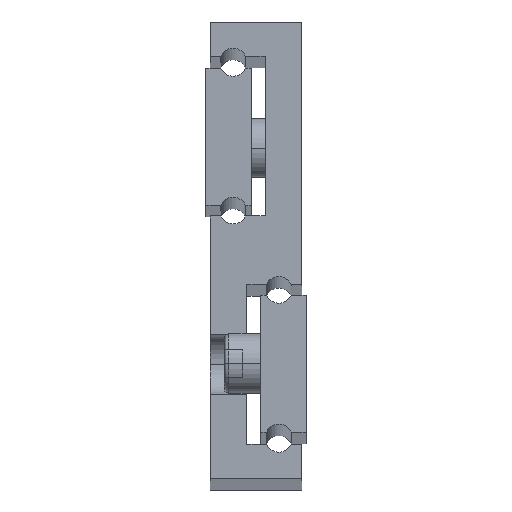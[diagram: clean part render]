
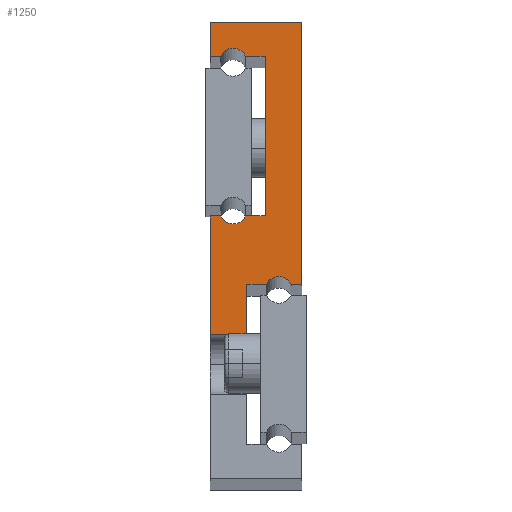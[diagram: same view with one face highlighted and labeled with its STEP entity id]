
A CAD part, top view. The second image highlights one B-rep face of the part: STEP entity #1250.
In plain terms, the highlighted planar face has unit normal (0, 0, 1).
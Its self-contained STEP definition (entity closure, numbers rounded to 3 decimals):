
#47 = EDGE_CURVE ( 'NONE', #1846, #809, #751, .T. ) ;
#58 = VERTEX_POINT ( 'NONE', #595 ) ;
#65 = LINE ( 'NONE', #574, #2094 ) ;
#77 = DIRECTION ( 'NONE',  ( 1., 0., 0. ) ) ;
#94 = VECTOR ( 'NONE', #176, 1000. ) ;
#105 = VERTEX_POINT ( 'NONE', #880 ) ;
#109 = VECTOR ( 'NONE', #2009, 1000. ) ;
#120 = VERTEX_POINT ( 'NONE', #220 ) ;
#140 = ORIENTED_EDGE ( 'NONE', *, *, #892, .T. ) ;
#154 = DIRECTION ( 'NONE',  ( -1., 0., 0. ) ) ;
#164 = PLANE ( 'NONE',  #2025 ) ;
#167 = VECTOR ( 'NONE', #253, 1000. ) ;
#176 = DIRECTION ( 'NONE',  ( 0., -1., 0. ) ) ;
#199 = EDGE_CURVE ( 'NONE', #734, #805, #1330, .T. ) ;
#220 = CARTESIAN_POINT ( 'NONE',  ( 12., 57.5, 725. ) ) ;
#253 = DIRECTION ( 'NONE',  ( -1., 0., 0. ) ) ;
#259 = DIRECTION ( 'NONE',  ( 0., 0., -1. ) ) ;
#283 = EDGE_CURVE ( 'NONE', #1590, #333, #1308, .T. ) ;
#317 = VERTEX_POINT ( 'NONE', #322 ) ;
#322 = CARTESIAN_POINT ( 'NONE',  ( 7.727, 92.5, 725. ) ) ;
#326 = ORIENTED_EDGE ( 'NONE', *, *, #1776, .T. ) ;
#333 = VERTEX_POINT ( 'NONE', #1533 ) ;
#348 = DIRECTION ( 'NONE',  ( 0., 0., -1. ) ) ;
#358 = CARTESIAN_POINT ( 'NONE',  ( 12.273, 42.5, 725. ) ) ;
#375 = VERTEX_POINT ( 'NONE', #1717 ) ;
#387 = CARTESIAN_POINT ( 'NONE',  ( 12.273, 42.5, 725. ) ) ;
#393 = DIRECTION ( 'NONE',  ( 1., 0., 0. ) ) ;
#394 = CARTESIAN_POINT ( 'NONE',  ( 12., 92.5, 725. ) ) ;
#411 = CARTESIAN_POINT ( 'NONE',  ( 20., 100., 725. ) ) ;
#440 = CARTESIAN_POINT ( 'NONE',  ( 0., 57.5, 725. ) ) ;
#478 = EDGE_CURVE ( 'NONE', #649, #120, #1099, .T. ) ;
#486 = CARTESIAN_POINT ( 'NONE',  ( 0., 31.5, 725. ) ) ;
#488 = VECTOR ( 'NONE', #545, 1000. ) ;
#513 = LINE ( 'NONE', #1195, #94 ) ;
#516 = DIRECTION ( 'NONE',  ( 1., 0., 0. ) ) ;
#523 = VECTOR ( 'NONE', #77, 1000. ) ;
#545 = DIRECTION ( 'NONE',  ( 1., 0., 0. ) ) ;
#574 = CARTESIAN_POINT ( 'NONE',  ( 7.727, 57.5, 725. ) ) ;
#581 = LINE ( 'NONE', #1239, #1382 ) ;
#595 = CARTESIAN_POINT ( 'NONE',  ( 7.727, 57.5, 725. ) ) ;
#597 = DIRECTION ( 'NONE',  ( 0., 1., 0. ) ) ;
#601 = ORIENTED_EDGE ( 'NONE', *, *, #2064, .T. ) ;
#613 = ORIENTED_EDGE ( 'NONE', *, *, #199, .T. ) ;
#648 = DIRECTION ( 'NONE',  ( 0., 0., -1. ) ) ;
#649 = VERTEX_POINT ( 'NONE', #1810 ) ;
#694 = ORIENTED_EDGE ( 'NONE', *, *, #283, .T. ) ;
#724 = ORIENTED_EDGE ( 'NONE', *, *, #902, .T. ) ;
#734 = VERTEX_POINT ( 'NONE', #1722 ) ;
#735 = CARTESIAN_POINT ( 'NONE',  ( 0., 100., 725. ) ) ;
#749 = AXIS2_PLACEMENT_3D ( 'NONE', #1570, #1190, #516 ) ;
#751 = LINE ( 'NONE', #387, #523 ) ;
#786 = LINE ( 'NONE', #1484, #1130 ) ;
#790 = CARTESIAN_POINT ( 'NONE',  ( 17.727, 42.5, 725. ) ) ;
#805 = VERTEX_POINT ( 'NONE', #735 ) ;
#808 = CIRCLE ( 'NONE', #1636, 3. ) ;
#809 = VERTEX_POINT ( 'NONE', #358 ) ;
#825 = DIRECTION ( 'NONE',  ( 0., 1., 0. ) ) ;
#880 = CARTESIAN_POINT ( 'NONE',  ( 2.273, 57.5, 725. ) ) ;
#892 = EDGE_CURVE ( 'NONE', #1918, #1647, #1055, .T. ) ;
#894 = ORIENTED_EDGE ( 'NONE', *, *, #1170, .T. ) ;
#899 = VERTEX_POINT ( 'NONE', #2096 ) ;
#902 = EDGE_CURVE ( 'NONE', #1370, #375, #2107, .T. ) ;
#916 = CARTESIAN_POINT ( 'NONE',  ( 5., 58.75, 725. ) ) ;
#956 = CARTESIAN_POINT ( 'NONE',  ( 20., 100., 725. ) ) ;
#1035 = DIRECTION ( 'NONE',  ( -1., 0., 0. ) ) ;
#1044 = ORIENTED_EDGE ( 'NONE', *, *, #1550, .T. ) ;
#1046 = CIRCLE ( 'NONE', #749, 3. ) ;
#1055 = LINE ( 'NONE', #1422, #488 ) ;
#1066 = CIRCLE ( 'NONE', #1644, 3. ) ;
#1069 = DIRECTION ( 'NONE',  ( -1., 0., 0. ) ) ;
#1074 = VECTOR ( 'NONE', #825, 1000. ) ;
#1092 = EDGE_CURVE ( 'NONE', #58, #105, #808, .T. ) ;
#1099 = LINE ( 'NONE', #394, #1501 ) ;
#1106 = CARTESIAN_POINT ( 'NONE',  ( 0., 92.5, 725. ) ) ;
#1117 = LINE ( 'NONE', #411, #1751 ) ;
#1130 = VECTOR ( 'NONE', #1507, 1000. ) ;
#1170 = EDGE_CURVE ( 'NONE', #805, #1370, #513, .T. ) ;
#1190 = DIRECTION ( 'NONE',  ( 0., 0., -1. ) ) ;
#1195 = CARTESIAN_POINT ( 'NONE',  ( 0., 100., 725. ) ) ;
#1232 = ORIENTED_EDGE ( 'NONE', *, *, #1975, .T. ) ;
#1239 = CARTESIAN_POINT ( 'NONE',  ( 0., 57.5, 725. ) ) ;
#1250 = ADVANCED_FACE ( 'NONE', ( #1702 ), #164, .F. ) ;
#1261 = DIRECTION ( 'NONE',  ( -1., 0., 0. ) ) ;
#1308 = LINE ( 'NONE', #1661, #1708 ) ;
#1321 = EDGE_CURVE ( 'NONE', #1647, #734, #1117, .T. ) ;
#1330 = LINE ( 'NONE', #956, #167 ) ;
#1369 = EDGE_CURVE ( 'NONE', #809, #1918, #1066, .T. ) ;
#1370 = VERTEX_POINT ( 'NONE', #1106 ) ;
#1382 = VECTOR ( 'NONE', #1069, 1000. ) ;
#1422 = CARTESIAN_POINT ( 'NONE',  ( 20., 42.5, 725. ) ) ;
#1440 = CARTESIAN_POINT ( 'NONE',  ( 20., 42.5, 725. ) ) ;
#1467 = DIRECTION ( 'NONE',  ( -1., 0., 0. ) ) ;
#1483 = EDGE_CURVE ( 'NONE', #333, #899, #1500, .T. ) ;
#1484 = CARTESIAN_POINT ( 'NONE',  ( 7.727, 92.5, 725. ) ) ;
#1500 = LINE ( 'NONE', #486, #109 ) ;
#1501 = VECTOR ( 'NONE', #2108, 1000. ) ;
#1507 = DIRECTION ( 'NONE',  ( 1., 0., 0. ) ) ;
#1511 = CARTESIAN_POINT ( 'NONE',  ( 8., 42.5, 725. ) ) ;
#1533 = CARTESIAN_POINT ( 'NONE',  ( 0., 31.5, 725. ) ) ;
#1549 = ORIENTED_EDGE ( 'NONE', *, *, #1483, .T. ) ;
#1550 = EDGE_CURVE ( 'NONE', #899, #1846, #1639, .T. ) ;
#1570 = CARTESIAN_POINT ( 'NONE',  ( 5., 91.25, 725. ) ) ;
#1590 = VERTEX_POINT ( 'NONE', #440 ) ;
#1636 = AXIS2_PLACEMENT_3D ( 'NONE', #916, #259, #1467 ) ;
#1639 = LINE ( 'NONE', #2186, #1074 ) ;
#1644 = AXIS2_PLACEMENT_3D ( 'NONE', #2126, #348, #1035 ) ;
#1647 = VERTEX_POINT ( 'NONE', #1440 ) ;
#1661 = CARTESIAN_POINT ( 'NONE',  ( 0., 0., 725. ) ) ;
#1665 = ORIENTED_EDGE ( 'NONE', *, *, #47, .T. ) ;
#1688 = ORIENTED_EDGE ( 'NONE', *, *, #1321, .T. ) ;
#1702 = FACE_OUTER_BOUND ( 'NONE', #1765, .T. ) ;
#1708 = VECTOR ( 'NONE', #2007, 1000. ) ;
#1717 = CARTESIAN_POINT ( 'NONE',  ( 2.273, 92.5, 725. ) ) ;
#1722 = CARTESIAN_POINT ( 'NONE',  ( 20., 100., 725. ) ) ;
#1736 = VECTOR ( 'NONE', #393, 1000. ) ;
#1751 = VECTOR ( 'NONE', #597, 1000. ) ;
#1761 = ORIENTED_EDGE ( 'NONE', *, *, #2217, .T. ) ;
#1765 = EDGE_LOOP ( 'NONE', ( #694, #1549, #1044, #1665, #2128, #140, #1688, #613, #894, #724, #1232, #1761, #1873, #326, #1835, #601 ) ) ;
#1776 = EDGE_CURVE ( 'NONE', #120, #58, #65, .T. ) ;
#1810 = CARTESIAN_POINT ( 'NONE',  ( 12., 92.5, 725. ) ) ;
#1835 = ORIENTED_EDGE ( 'NONE', *, *, #1092, .T. ) ;
#1846 = VERTEX_POINT ( 'NONE', #1511 ) ;
#1873 = ORIENTED_EDGE ( 'NONE', *, *, #478, .T. ) ;
#1918 = VERTEX_POINT ( 'NONE', #790 ) ;
#1919 = CARTESIAN_POINT ( 'NONE',  ( 0., 92.5, 725. ) ) ;
#1975 = EDGE_CURVE ( 'NONE', #375, #317, #1046, .T. ) ;
#2007 = DIRECTION ( 'NONE',  ( 0., -1., 0. ) ) ;
#2009 = DIRECTION ( 'NONE',  ( 1., 0., 0. ) ) ;
#2025 = AXIS2_PLACEMENT_3D ( 'NONE', #2179, #648, #154 ) ;
#2064 = EDGE_CURVE ( 'NONE', #105, #1590, #581, .T. ) ;
#2094 = VECTOR ( 'NONE', #1261, 1000. ) ;
#2096 = CARTESIAN_POINT ( 'NONE',  ( 8., 31.5, 725. ) ) ;
#2107 = LINE ( 'NONE', #1919, #1736 ) ;
#2108 = DIRECTION ( 'NONE',  ( 0., -1., 0. ) ) ;
#2126 = CARTESIAN_POINT ( 'NONE',  ( 15., 41.25, 725. ) ) ;
#2128 = ORIENTED_EDGE ( 'NONE', *, *, #1369, .T. ) ;
#2179 = CARTESIAN_POINT ( 'NONE',  ( 5., 58.75, 725. ) ) ;
#2186 = CARTESIAN_POINT ( 'NONE',  ( 8., 7.5, 725. ) ) ;
#2217 = EDGE_CURVE ( 'NONE', #317, #649, #786, .T. ) ;
